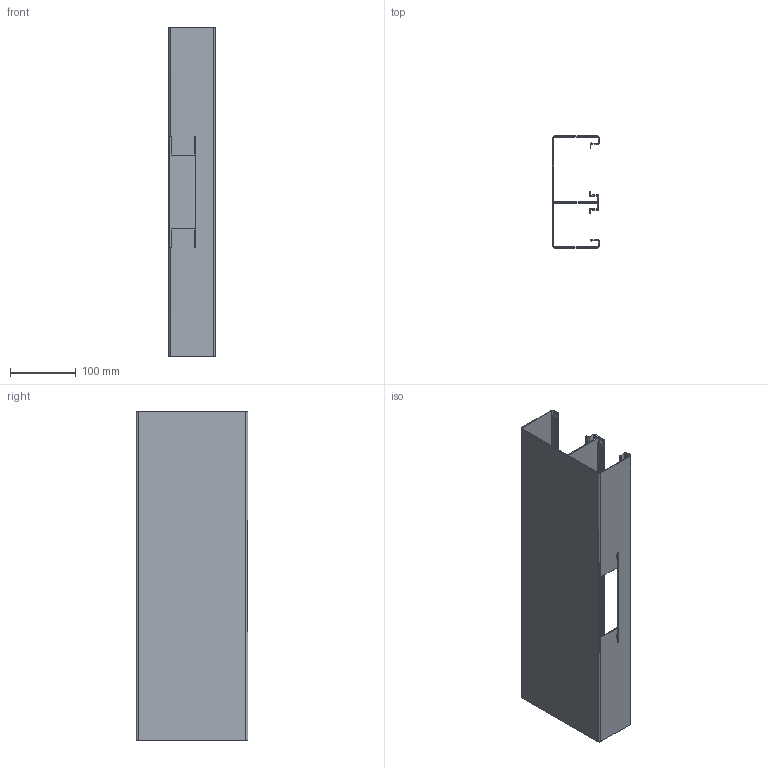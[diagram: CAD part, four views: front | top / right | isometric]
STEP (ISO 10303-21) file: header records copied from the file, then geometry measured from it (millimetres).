
FILE_DESCRIPTION (( 'STEP AP214' ), '1' );
FILE_NAME ('6278260.stp', '2016-06-02T12:21:42', ( '' ), ( '' ), 'SwSTEP 2.0', 'SolidWorks 2014', '' );
FILE_SCHEMA (( 'AUTOMOTIVE_DESIGN' ));
Length unit declared in the file: millimetre
Products named in the file (3): 014939_T=70, L= 500; 017659T1_GEK-DT70170; 6278260
Assembly tree (2 placements, depth 2):
  6278260
    017659T1_GEK-DT70170
    014939_T=70, L= 500
Bounding box: 70 x 170 x 500 mm (x, y, z)
Volume: 277902.3 mm3; surface area: 473218 mm2
Topology: 2 solids, 2 shells, 140 faces, 334 edges, 196 vertices
Faces by surface type: plane 96, cylinder 42, bspline 2
Entity records: 4284 total; most frequent: CARTESIAN_POINT 925, DIRECTION 696, ORIENTED_EDGE 668, EDGE_CURVE 334, LINE 242, VECTOR 242, AXIS2_PLACEMENT_3D 227, VERTEX_POINT 196
